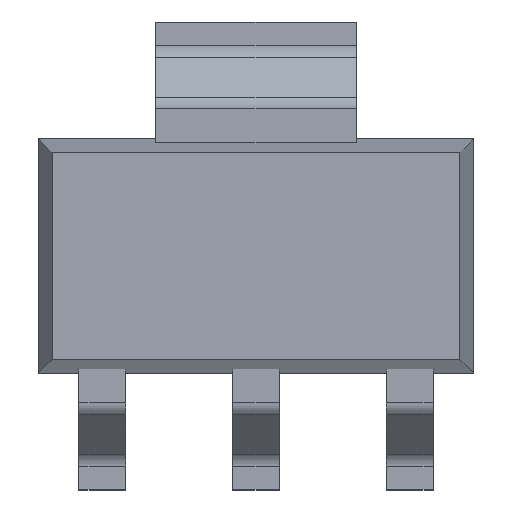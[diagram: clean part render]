
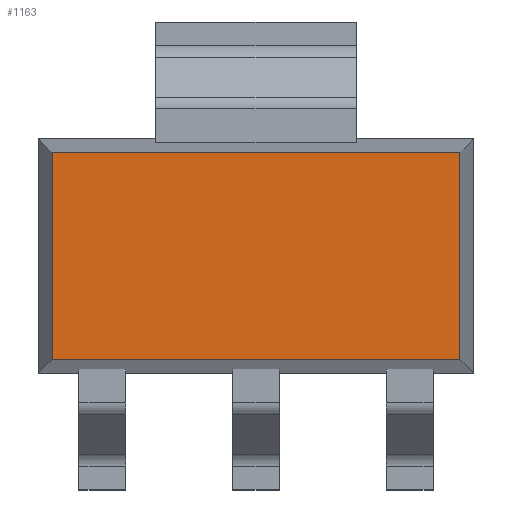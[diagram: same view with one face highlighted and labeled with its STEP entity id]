
A CAD part, top view. The second image highlights one B-rep face of the part: STEP entity #1163.
In plain terms, the highlighted planar face has unit normal (0, 0, 1).
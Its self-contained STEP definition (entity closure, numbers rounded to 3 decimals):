
#93=FACE_OUTER_BOUND('',#159,.T.);
#159=EDGE_LOOP('',(#1043,#1044,#1045,#1046));
#307=LINE('',#1893,#439);
#311=LINE('',#1901,#443);
#314=LINE('',#1907,#446);
#318=LINE('',#1913,#450);
#439=VECTOR('',#1559,10.);
#443=VECTOR('',#1565,10.);
#446=VECTOR('',#1570,10.);
#450=VECTOR('',#1576,10.);
#555=VERTEX_POINT('',#1891);
#556=VERTEX_POINT('',#1892);
#559=VERTEX_POINT('',#1900);
#561=VERTEX_POINT('',#1906);
#711=EDGE_CURVE('',#555,#556,#307,.T.);
#715=EDGE_CURVE('',#556,#559,#311,.T.);
#718=EDGE_CURVE('',#559,#561,#314,.T.);
#722=EDGE_CURVE('',#561,#555,#318,.T.);
#1043=ORIENTED_EDGE('',*,*,#711,.F.);
#1044=ORIENTED_EDGE('',*,*,#722,.F.);
#1045=ORIENTED_EDGE('',*,*,#718,.F.);
#1046=ORIENTED_EDGE('',*,*,#715,.F.);
#1101=PLANE('',#1271);
#1163=ADVANCED_FACE('',(#93),#1101,.T.);
#1271=AXIS2_PLACEMENT_3D('',#1924,#1586,#1587);
#1559=DIRECTION('',(1.,0.,0.));
#1565=DIRECTION('',(0.,-1.,0.));
#1570=DIRECTION('',(-1.,0.,0.));
#1576=DIRECTION('',(0.,1.,0.));
#1586=DIRECTION('center_axis',(0.,0.,1.));
#1587=DIRECTION('ref_axis',(1.,0.,0.));
#1891=CARTESIAN_POINT('',(-3.05,1.55,1.8));
#1892=CARTESIAN_POINT('',(3.05,1.55,1.8));
#1893=CARTESIAN_POINT('',(1.625,1.55,1.8));
#1900=CARTESIAN_POINT('',(3.05,-1.55,1.8));
#1901=CARTESIAN_POINT('',(3.05,-0.875,1.8));
#1906=CARTESIAN_POINT('',(-3.05,-1.55,1.8));
#1907=CARTESIAN_POINT('',(-1.625,-1.55,1.8));
#1913=CARTESIAN_POINT('',(-3.05,0.875,1.8));
#1924=CARTESIAN_POINT('Origin',(0.,0.,1.8));
